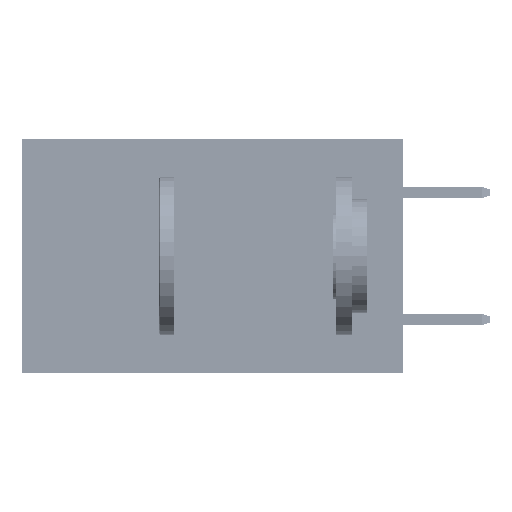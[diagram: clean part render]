
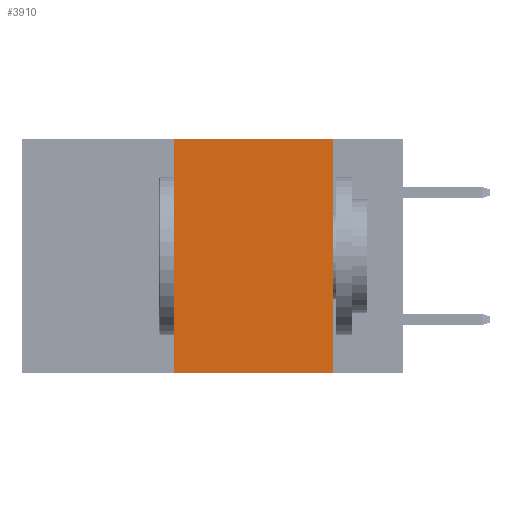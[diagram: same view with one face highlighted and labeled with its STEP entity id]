
A CAD part, left-side view. The second image highlights one B-rep face of the part: STEP entity #3910.
In plain terms, the highlighted planar face has unit normal (-1, 0, 0).
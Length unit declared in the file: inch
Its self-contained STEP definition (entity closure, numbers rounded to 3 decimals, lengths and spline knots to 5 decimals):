
#49 = VECTOR ( 'NONE', #26643, 39.37008 ) ;
#1118 = CARTESIAN_POINT ( 'NONE',  ( 0., 0.6, 0. ) ) ;
#1971 = EDGE_LOOP ( 'NONE', ( #19971, #12393, #48371, #15871 ) ) ;
#3910 = ADVANCED_FACE ( 'NONE', ( #5126 ), #13233, .F. ) ;
#5041 = CARTESIAN_POINT ( 'NONE',  ( 0., 0.36, 0. ) ) ;
#5126 = FACE_OUTER_BOUND ( 'NONE', #1971, .T. ) ;
#8180 = EDGE_CURVE ( 'NONE', #9266, #44099, #37572, .T. ) ;
#9266 = VERTEX_POINT ( 'NONE', #17547 ) ;
#12393 = ORIENTED_EDGE ( 'NONE', *, *, #18880, .F. ) ;
#13233 = PLANE ( 'NONE',  #18294 ) ;
#15871 = ORIENTED_EDGE ( 'NONE', *, *, #8180, .T. ) ;
#16606 = DIRECTION ( 'NONE',  ( 0., -1., 0. ) ) ;
#16805 = CARTESIAN_POINT ( 'NONE',  ( 0., 0.6, 0. ) ) ;
#17547 = CARTESIAN_POINT ( 'NONE',  ( 0., 0.36, -0.37 ) ) ;
#18294 = AXIS2_PLACEMENT_3D ( 'NONE', #16805, #28699, #40869 ) ;
#18880 = EDGE_CURVE ( 'NONE', #33134, #18996, #35885, .T. ) ;
#18996 = VERTEX_POINT ( 'NONE', #48262 ) ;
#19031 = DIRECTION ( 'NONE',  ( 0., -1., 0. ) ) ;
#19971 = ORIENTED_EDGE ( 'NONE', *, *, #42060, .F. ) ;
#20461 = CARTESIAN_POINT ( 'NONE',  ( 0., 0.11, -0.37 ) ) ;
#26643 = DIRECTION ( 'NONE',  ( 0., 0., -1. ) ) ;
#28297 = VECTOR ( 'NONE', #16606, 39.37008 ) ;
#28699 = DIRECTION ( 'NONE',  ( 1., 0., 0. ) ) ;
#28958 = CARTESIAN_POINT ( 'NONE',  ( 0., 0.36, 0. ) ) ;
#30435 = CARTESIAN_POINT ( 'NONE',  ( 0., 0.6, -0.37 ) ) ;
#31662 = DIRECTION ( 'NONE',  ( 0., 0., 1. ) ) ;
#33134 = VERTEX_POINT ( 'NONE', #28958 ) ;
#33752 = LINE ( 'NONE', #49202, #49 ) ;
#35885 = LINE ( 'NONE', #1118, #28297 ) ;
#36416 = EDGE_CURVE ( 'NONE', #9266, #33134, #41829, .T. ) ;
#37572 = LINE ( 'NONE', #30435, #48355 ) ;
#37855 = VECTOR ( 'NONE', #31662, 39.37008 ) ;
#40869 = DIRECTION ( 'NONE',  ( 0., 0., -1. ) ) ;
#41829 = LINE ( 'NONE', #5041, #37855 ) ;
#42060 = EDGE_CURVE ( 'NONE', #18996, #44099, #33752, .T. ) ;
#44099 = VERTEX_POINT ( 'NONE', #20461 ) ;
#48262 = CARTESIAN_POINT ( 'NONE',  ( 0., 0.11, 0. ) ) ;
#48355 = VECTOR ( 'NONE', #19031, 39.37008 ) ;
#48371 = ORIENTED_EDGE ( 'NONE', *, *, #36416, .F. ) ;
#49202 = CARTESIAN_POINT ( 'NONE',  ( 0., 0.11, 0. ) ) ;
